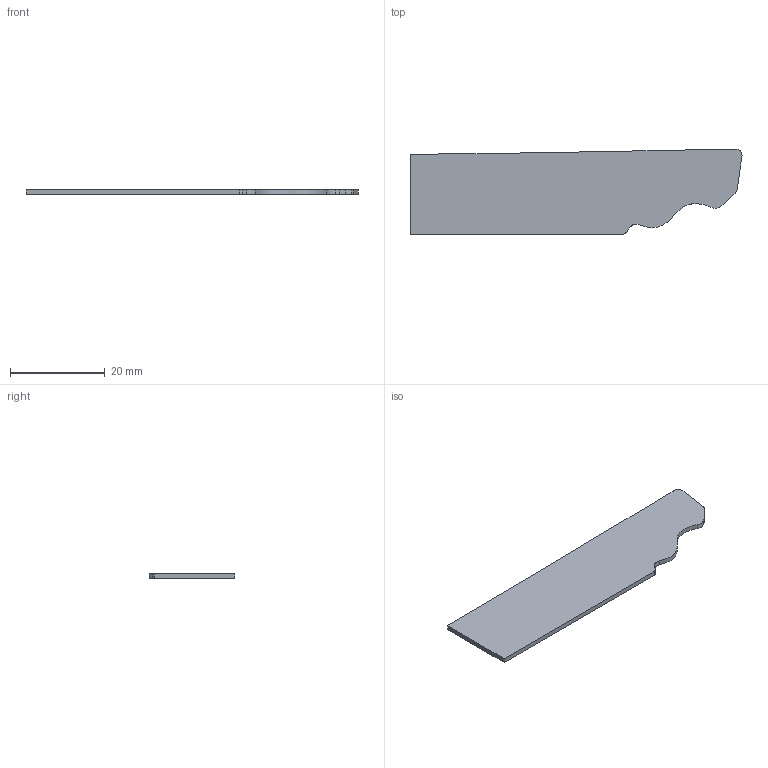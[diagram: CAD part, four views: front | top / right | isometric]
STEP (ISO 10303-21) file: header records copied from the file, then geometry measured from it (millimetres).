
FILE_DESCRIPTION(/* description */ (''),/* implementation_level */ '2;1');
FILE_NAME(/* name */ 'Baseboard end stop v2.stp',/* time_stamp */ '2022-09-22T11:48:48+02:00',/* author */ (''),/* organization */ (''),/* preprocessor_version */ 'ST-DEVELOPER v19',/* originating_system */ 'Autodesk Translation Framework v11.7.0.108',/* authorisation */ '');
FILE_SCHEMA (('AUTOMOTIVE_DESIGN { 1 0 10303 214 3 1 1 }'));
Length unit declared in the file: millimetre
Products named in the file (1): Baseboard end stop
Bounding box: 69.98 x 18.06 x 1 mm (x, y, z)
Volume: 1100.2 mm3; surface area: 2368.7 mm2
Topology: 1 solids, 1 shells, 20 faces, 54 edges, 36 vertices
Faces by surface type: bspline 12, plane 8
Entity records: 675 total; most frequent: CARTESIAN_POINT 219, ORIENTED_EDGE 108, EDGE_CURVE 54, DIRECTION 48, VERTEX_POINT 36, LINE 30, VECTOR 30, B_SPLINE_CURVE_WITH_KNOTS 24
